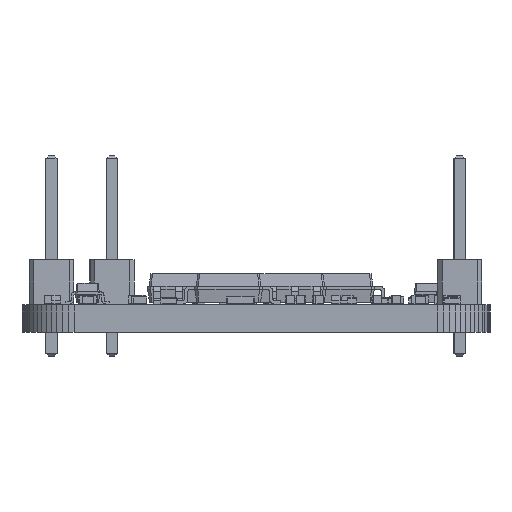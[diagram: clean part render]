
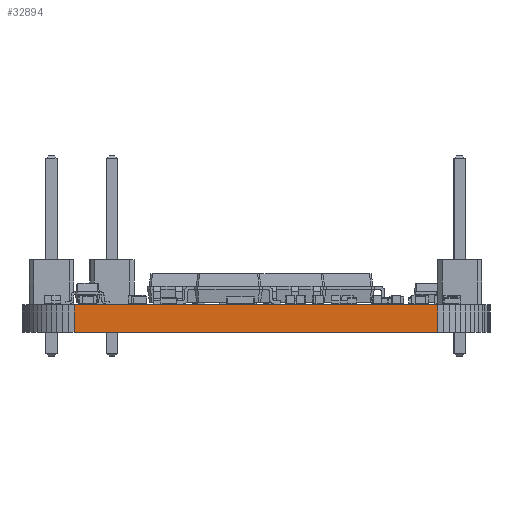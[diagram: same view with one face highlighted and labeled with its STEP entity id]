
A CAD part, left-side view. The second image highlights one B-rep face of the part: STEP entity #32894.
In plain terms, the highlighted planar face has unit normal (-1, 0, 0).
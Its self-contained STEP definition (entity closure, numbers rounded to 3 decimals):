
#27532 = PLANE('',#27533);
#27533 = AXIS2_PLACEMENT_3D('',#27534,#27535,#27536);
#27534 = CARTESIAN_POINT('',(140.5,-96.5,1.586));
#27535 = DIRECTION('',(-0.,-0.,-1.));
#27536 = DIRECTION('',(-1.,0.,0.));
#27586 = PLANE('',#27587);
#27587 = AXIS2_PLACEMENT_3D('',#27588,#27589,#27590);
#27588 = CARTESIAN_POINT('',(140.5,-96.5,0.));
#27589 = DIRECTION('',(-0.,-0.,-1.));
#27590 = DIRECTION('',(-1.,0.,0.));
#28871 = VERTEX_POINT('',#28872);
#28872 = CARTESIAN_POINT('',(112.,-107.,0.));
#28886 = PLANE('',#28887);
#28887 = AXIS2_PLACEMENT_3D('',#28888,#28889,#28890);
#28888 = CARTESIAN_POINT('',(112.019,-107.336,0.));
#28889 = DIRECTION('',(-0.998,-0.056,0.));
#28890 = DIRECTION('',(-0.056,0.998,0.));
#28898 = EDGE_CURVE('',#28871,#28899,#28901,.T.);
#28899 = VERTEX_POINT('',#28900);
#28900 = CARTESIAN_POINT('',(112.,-86.,0.));
#28901 = SURFACE_CURVE('',#28902,(#28906,#28913),.PCURVE_S1.);
#28902 = LINE('',#28903,#28904);
#28903 = CARTESIAN_POINT('',(112.,-107.,0.));
#28904 = VECTOR('',#28905,1.);
#28905 = DIRECTION('',(0.,1.,0.));
#28906 = PCURVE('',#27586,#28907);
#28907 = DEFINITIONAL_REPRESENTATION('',(#28908),#28912);
#28908 = LINE('',#28909,#28910);
#28909 = CARTESIAN_POINT('',(28.5,-10.5));
#28910 = VECTOR('',#28911,1.);
#28911 = DIRECTION('',(0.,1.));
#28912 = ( GEOMETRIC_REPRESENTATION_CONTEXT(2) 
PARAMETRIC_REPRESENTATION_CONTEXT() REPRESENTATION_CONTEXT('2D SPACE',''
  ) );
#28913 = PCURVE('',#28914,#28919);
#28914 = PLANE('',#28915);
#28915 = AXIS2_PLACEMENT_3D('',#28916,#28917,#28918);
#28916 = CARTESIAN_POINT('',(112.,-107.,0.));
#28917 = DIRECTION('',(-1.,0.,0.));
#28918 = DIRECTION('',(0.,1.,0.));
#28919 = DEFINITIONAL_REPRESENTATION('',(#28920),#28924);
#28920 = LINE('',#28921,#28922);
#28921 = CARTESIAN_POINT('',(0.,0.));
#28922 = VECTOR('',#28923,1.);
#28923 = DIRECTION('',(1.,0.));
#28924 = ( GEOMETRIC_REPRESENTATION_CONTEXT(2) 
PARAMETRIC_REPRESENTATION_CONTEXT() REPRESENTATION_CONTEXT('2D SPACE',''
  ) );
#28942 = PLANE('',#28943);
#28943 = AXIS2_PLACEMENT_3D('',#28944,#28945,#28946);
#28944 = CARTESIAN_POINT('',(112.,-86.,0.));
#28945 = DIRECTION('',(-0.998,0.056,0.));
#28946 = DIRECTION('',(0.056,0.998,0.));
#31036 = VERTEX_POINT('',#31037);
#31037 = CARTESIAN_POINT('',(112.,-107.,1.586));
#31058 = EDGE_CURVE('',#31036,#31059,#31061,.T.);
#31059 = VERTEX_POINT('',#31060);
#31060 = CARTESIAN_POINT('',(112.,-86.,1.586));
#31061 = SURFACE_CURVE('',#31062,(#31066,#31073),.PCURVE_S1.);
#31062 = LINE('',#31063,#31064);
#31063 = CARTESIAN_POINT('',(112.,-107.,1.586));
#31064 = VECTOR('',#31065,1.);
#31065 = DIRECTION('',(0.,1.,0.));
#31066 = PCURVE('',#27532,#31067);
#31067 = DEFINITIONAL_REPRESENTATION('',(#31068),#31072);
#31068 = LINE('',#31069,#31070);
#31069 = CARTESIAN_POINT('',(28.5,-10.5));
#31070 = VECTOR('',#31071,1.);
#31071 = DIRECTION('',(0.,1.));
#31072 = ( GEOMETRIC_REPRESENTATION_CONTEXT(2) 
PARAMETRIC_REPRESENTATION_CONTEXT() REPRESENTATION_CONTEXT('2D SPACE',''
  ) );
#31073 = PCURVE('',#28914,#31074);
#31074 = DEFINITIONAL_REPRESENTATION('',(#31075),#31079);
#31075 = LINE('',#31076,#31077);
#31076 = CARTESIAN_POINT('',(0.,-1.586));
#31077 = VECTOR('',#31078,1.);
#31078 = DIRECTION('',(1.,0.));
#31079 = ( GEOMETRIC_REPRESENTATION_CONTEXT(2) 
PARAMETRIC_REPRESENTATION_CONTEXT() REPRESENTATION_CONTEXT('2D SPACE',''
  ) );
#32844 = EDGE_CURVE('',#28899,#31059,#32845,.T.);
#32845 = SURFACE_CURVE('',#32846,(#32850,#32857),.PCURVE_S1.);
#32846 = LINE('',#32847,#32848);
#32847 = CARTESIAN_POINT('',(112.,-86.,0.));
#32848 = VECTOR('',#32849,1.);
#32849 = DIRECTION('',(0.,0.,1.));
#32850 = PCURVE('',#28942,#32851);
#32851 = DEFINITIONAL_REPRESENTATION('',(#32852),#32856);
#32852 = LINE('',#32853,#32854);
#32853 = CARTESIAN_POINT('',(0.,0.));
#32854 = VECTOR('',#32855,1.);
#32855 = DIRECTION('',(0.,-1.));
#32856 = ( GEOMETRIC_REPRESENTATION_CONTEXT(2) 
PARAMETRIC_REPRESENTATION_CONTEXT() REPRESENTATION_CONTEXT('2D SPACE',''
  ) );
#32857 = PCURVE('',#28914,#32858);
#32858 = DEFINITIONAL_REPRESENTATION('',(#32859),#32863);
#32859 = LINE('',#32860,#32861);
#32860 = CARTESIAN_POINT('',(21.,0.));
#32861 = VECTOR('',#32862,1.);
#32862 = DIRECTION('',(0.,-1.));
#32863 = ( GEOMETRIC_REPRESENTATION_CONTEXT(2) 
PARAMETRIC_REPRESENTATION_CONTEXT() REPRESENTATION_CONTEXT('2D SPACE',''
  ) );
#32894 = ADVANCED_FACE('',(#32895),#28914,.T.);
#32895 = FACE_BOUND('',#32896,.T.);
#32896 = EDGE_LOOP('',(#32897,#32918,#32919,#32920));
#32897 = ORIENTED_EDGE('',*,*,#32898,.T.);
#32898 = EDGE_CURVE('',#28871,#31036,#32899,.T.);
#32899 = SURFACE_CURVE('',#32900,(#32904,#32911),.PCURVE_S1.);
#32900 = LINE('',#32901,#32902);
#32901 = CARTESIAN_POINT('',(112.,-107.,0.));
#32902 = VECTOR('',#32903,1.);
#32903 = DIRECTION('',(0.,0.,1.));
#32904 = PCURVE('',#28914,#32905);
#32905 = DEFINITIONAL_REPRESENTATION('',(#32906),#32910);
#32906 = LINE('',#32907,#32908);
#32907 = CARTESIAN_POINT('',(0.,0.));
#32908 = VECTOR('',#32909,1.);
#32909 = DIRECTION('',(0.,-1.));
#32910 = ( GEOMETRIC_REPRESENTATION_CONTEXT(2) 
PARAMETRIC_REPRESENTATION_CONTEXT() REPRESENTATION_CONTEXT('2D SPACE',''
  ) );
#32911 = PCURVE('',#28886,#32912);
#32912 = DEFINITIONAL_REPRESENTATION('',(#32913),#32917);
#32913 = LINE('',#32914,#32915);
#32914 = CARTESIAN_POINT('',(0.336,0.));
#32915 = VECTOR('',#32916,1.);
#32916 = DIRECTION('',(0.,-1.));
#32917 = ( GEOMETRIC_REPRESENTATION_CONTEXT(2) 
PARAMETRIC_REPRESENTATION_CONTEXT() REPRESENTATION_CONTEXT('2D SPACE',''
  ) );
#32918 = ORIENTED_EDGE('',*,*,#31058,.T.);
#32919 = ORIENTED_EDGE('',*,*,#32844,.F.);
#32920 = ORIENTED_EDGE('',*,*,#28898,.F.);
